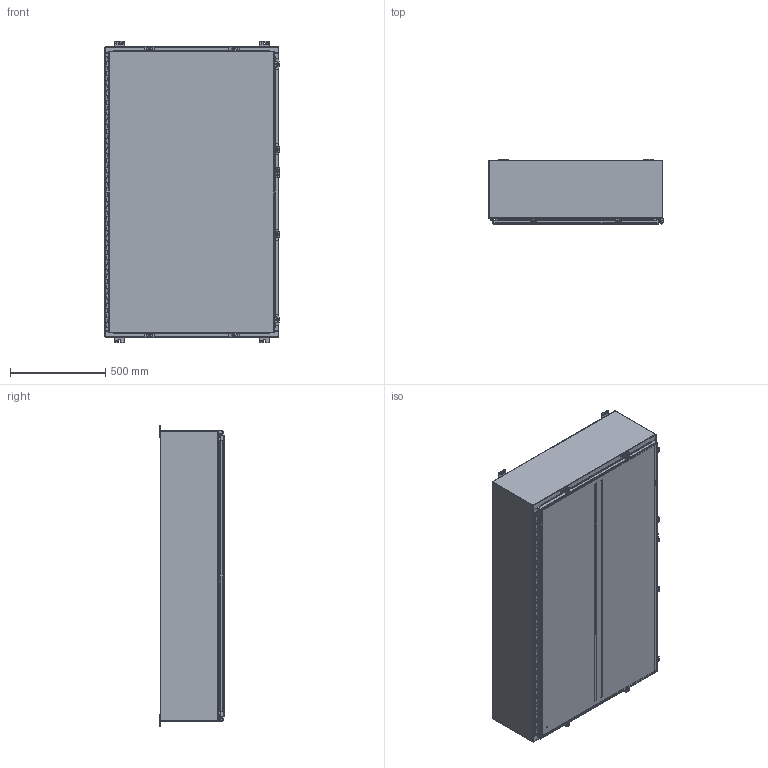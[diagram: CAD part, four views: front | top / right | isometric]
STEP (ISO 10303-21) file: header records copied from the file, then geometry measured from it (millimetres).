
FILE_DESCRIPTION (( 'STEP AP203' ), '1' );
FILE_NAME ('1418N4S16T12_Default.step', '2019-11-01T18:30:30', ( 'ADC123' ), ( 'Microsoft' ), 'SwSTEP 2.0', 'SolidWorks 2019', '' );
FILE_SCHEMA (( 'CONFIG_CONTROL_DESIGN' ));
Length unit declared in the file: inch
Products named in the file (1): 1418N4S16T12_Default
Bounding box: 916 x 339.73 x 1581.15 mm (x, y, z)
Volume: 12139799.7 mm3; surface area: 12472375.6 mm2
Topology: 58 solids, 59 shells, 2147 faces, 5701 edges, 3733 vertices
Faces by surface type: plane 1110, cylinder 895, bspline 134, cone 8
Entity records: 72282 total; most frequent: CARTESIAN_POINT 18214, ORIENTED_EDGE 11394, DIRECTION 11223, EDGE_CURVE 5697, AXIS2_PLACEMENT_3D 3848, VERTEX_POINT 3733, VECTOR 3527, LINE 3527
